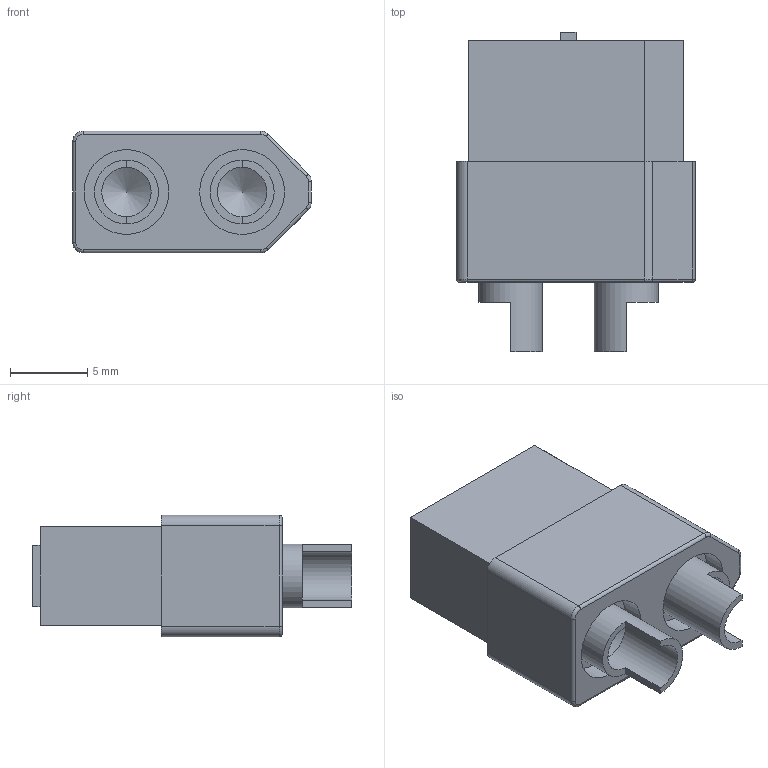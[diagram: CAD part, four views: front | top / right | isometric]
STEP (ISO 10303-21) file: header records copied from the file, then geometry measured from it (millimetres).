
FILE_DESCRIPTION(/* description */ (''),/* implementation_level */ '2;1');
FILE_NAME(/* name */ 'xt60_male.step',/* time_stamp */ '2015-09-29T17:59:31+02:00',/* author */ ('emilf'),/* organization */ (''),/* preprocessor_version */ 'ST-DEVELOPER v16.1',/* originating_system */ 'Autodesk Inventor 2016',/* authorisation */ '');
FILE_SCHEMA (('AUTOMOTIVE_DESIGN { 1 0 10303 214 3 1 1 }'));
Length unit declared in the file: millimetre
Products named in the file (3): plastic_m; pins_bot; xt60_male
Assembly tree (2 placements, depth 2):
  xt60_male
    plastic_m
    pins_bot
Bounding box: 15.5 x 20.7 x 7.9 mm (x, y, z)
Volume: 1318 mm3; surface area: 1390.5 mm2
Topology: 3 solids, 3 shells, 72 faces, 164 edges, 104 vertices
Faces by surface type: plane 40, cylinder 22, torus 6, cone 4
Full cylindrical faces by diameter (mm): 3.2 x2, 3.5 x2, 4.15 x2, 4.2 x2, 5.5 x2
Entity records: 1985 total; most frequent: DIRECTION 354, CARTESIAN_POINT 319, ORIENTED_EDGE 288, EDGE_CURVE 144, AXIS2_PLACEMENT_3D 133, VERTEX_POINT 98, EDGE_LOOP 92, LINE 88
